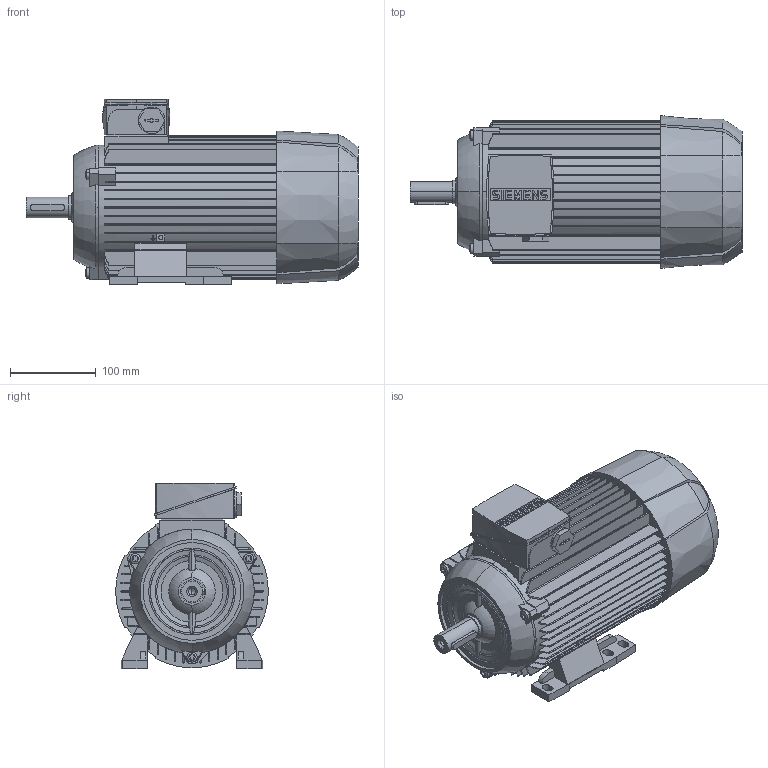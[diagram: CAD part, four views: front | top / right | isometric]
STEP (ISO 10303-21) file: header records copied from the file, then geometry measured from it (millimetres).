
FILE_DESCRIPTION(('STEP AP214'),'1');
FILE_NAME('cctmp_B1B9F1F5-E3BA-4614-AB8F-419C7F196BA5_2023_06_26_14_35_03_0237..stp','2023-06-26T12:35:03',('SIEMENS A&D'),('CADClick - www.CADClick.com'),'Spatial InterOp 3D',' ','unknown authorization');
FILE_SCHEMA(('AUTOMOTIVE_DESIGN'));
Length unit declared in the file: millimetre
Products named in the file (1): 2023_06_26_14_35_03_0237
Bounding box: 387 x 178 x 216 mm (x, y, z)
Volume: 6654401.3 mm3; surface area: 469649 mm2
Topology: 1 solids, 1 shells, 729 faces, 2049 edges, 1353 vertices
Faces by surface type: plane 461, cylinder 180, torus 66, cone 22
Entity records: 31205 total; most frequent: CARTESIAN_POINT 6247, ORIENTED_EDGE 4094, DIRECTION 3948, EDGE_CURVE 2047, VERTEX_POINT 1353, AXIS2_PLACEMENT_3D 1329, LINE 1290, VECTOR 1290
